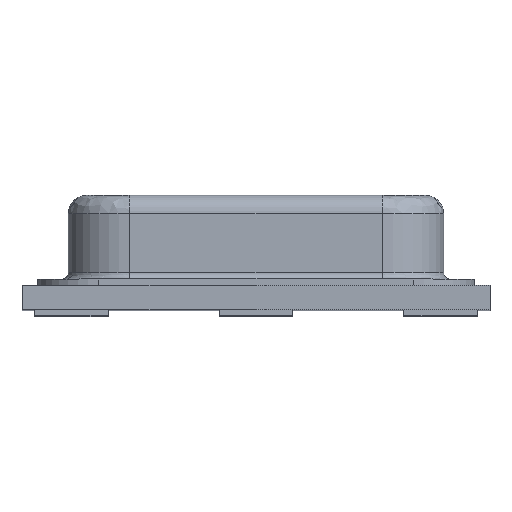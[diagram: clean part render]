
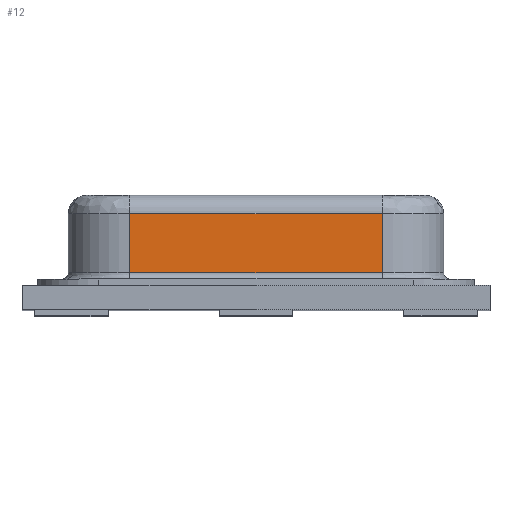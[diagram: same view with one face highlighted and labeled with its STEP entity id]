
A CAD part, top view. The second image highlights one B-rep face of the part: STEP entity #12.
In plain terms, the highlighted planar face has unit normal (0, 0, 1).
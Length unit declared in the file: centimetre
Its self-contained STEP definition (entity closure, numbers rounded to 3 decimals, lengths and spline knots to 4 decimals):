
#12 = ADVANCED_FACE ( 'NONE', ( #3564 ), #1382, .F. ) ;
#313 = VECTOR ( 'NONE', #1809, 100. ) ;
#327 = VECTOR ( 'NONE', #1550, 100. ) ;
#365 = EDGE_CURVE ( 'NONE', #2559, #724, #2417, .T. ) ;
#472 = CARTESIAN_POINT ( 'NONE',  ( -0.1025, 0.083, 0.1425 ) ) ;
#536 = CARTESIAN_POINT ( 'NONE',  ( -0.1025, 0.035, 0.1425 ) ) ;
#576 = EDGE_CURVE ( 'NONE', #1674, #3057, #3164, .T. ) ;
#605 = DIRECTION ( 'NONE',  ( 0., 0., -1. ) ) ;
#672 = CARTESIAN_POINT ( 'NONE',  ( 0.1025, 0.098, 0.1425 ) ) ;
#724 = VERTEX_POINT ( 'NONE', #2261 ) ;
#731 = VECTOR ( 'NONE', #3550, 100. ) ;
#1006 = LINE ( 'NONE', #1539, #3275 ) ;
#1220 = ORIENTED_EDGE ( 'NONE', *, *, #576, .F. ) ;
#1382 = PLANE ( 'NONE',  #3271 ) ;
#1521 = CARTESIAN_POINT ( 'NONE',  ( -0.1025, 0.083, 0.1425 ) ) ;
#1539 = CARTESIAN_POINT ( 'NONE',  ( -0.1025, 0.035, 0.1425 ) ) ;
#1550 = DIRECTION ( 'NONE',  ( 1., 0., 0. ) ) ;
#1674 = VERTEX_POINT ( 'NONE', #536 ) ;
#1809 = DIRECTION ( 'NONE',  ( 0., 1., 0. ) ) ;
#1918 = EDGE_CURVE ( 'NONE', #1674, #724, #1006, .T. ) ;
#2031 = ORIENTED_EDGE ( 'NONE', *, *, #3510, .F. ) ;
#2261 = CARTESIAN_POINT ( 'NONE',  ( 0.1025, 0.035, 0.1425 ) ) ;
#2417 = LINE ( 'NONE', #672, #731 ) ;
#2559 = VERTEX_POINT ( 'NONE', #3567 ) ;
#2848 = CARTESIAN_POINT ( 'NONE',  ( -0.1025, 0.098, 0.1425 ) ) ;
#2893 = EDGE_LOOP ( 'NONE', ( #3478, #3019, #2031, #1220 ) ) ;
#2917 = CARTESIAN_POINT ( 'NONE',  ( -0.1025, 0.098, 0.1425 ) ) ;
#2967 = DIRECTION ( 'NONE',  ( 1., 0., 0. ) ) ;
#3019 = ORIENTED_EDGE ( 'NONE', *, *, #365, .F. ) ;
#3057 = VERTEX_POINT ( 'NONE', #1521 ) ;
#3095 = DIRECTION ( 'NONE',  ( -1., 0., 0. ) ) ;
#3164 = LINE ( 'NONE', #2917, #313 ) ;
#3271 = AXIS2_PLACEMENT_3D ( 'NONE', #2848, #605, #3095 ) ;
#3275 = VECTOR ( 'NONE', #2967, 100. ) ;
#3478 = ORIENTED_EDGE ( 'NONE', *, *, #1918, .T. ) ;
#3492 = LINE ( 'NONE', #472, #327 ) ;
#3510 = EDGE_CURVE ( 'NONE', #3057, #2559, #3492, .T. ) ;
#3550 = DIRECTION ( 'NONE',  ( 0., -1., 0. ) ) ;
#3564 = FACE_OUTER_BOUND ( 'NONE', #2893, .T. ) ;
#3567 = CARTESIAN_POINT ( 'NONE',  ( 0.1025, 0.083, 0.1425 ) ) ;
